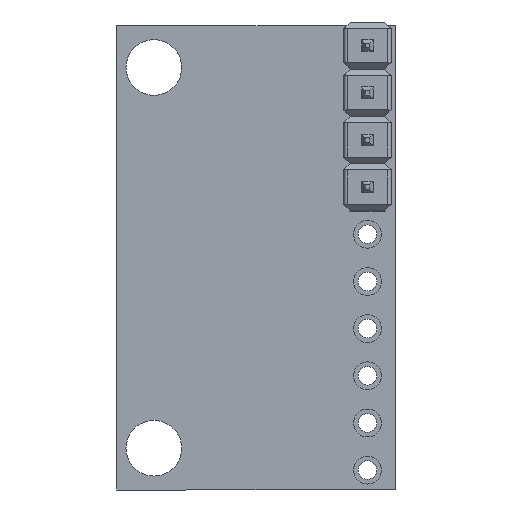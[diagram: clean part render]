
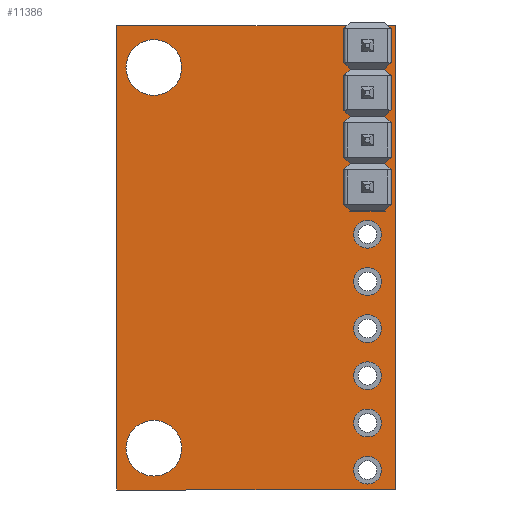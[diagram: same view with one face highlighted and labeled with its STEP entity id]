
A CAD part, front view. The second image highlights one B-rep face of the part: STEP entity #11386.
In plain terms, the highlighted planar face has unit normal (0, -1, 0).
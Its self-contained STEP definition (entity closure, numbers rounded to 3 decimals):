
#651=FACE_BOUND('',#1790,.T.);
#652=FACE_BOUND('',#1791,.T.);
#653=FACE_BOUND('',#1792,.T.);
#654=FACE_BOUND('',#1793,.T.);
#655=FACE_BOUND('',#1794,.T.);
#656=FACE_BOUND('',#1795,.T.);
#657=FACE_BOUND('',#1796,.T.);
#658=FACE_BOUND('',#1797,.T.);
#659=FACE_BOUND('',#1798,.T.);
#660=FACE_BOUND('',#1799,.T.);
#661=FACE_BOUND('',#1800,.T.);
#662=FACE_BOUND('',#1801,.T.);
#701=PLANE('',#12121);
#1182=FACE_OUTER_BOUND('',#1789,.T.);
#1789=EDGE_LOOP('',(#8082,#8083,#8084,#8085));
#1790=EDGE_LOOP('',(#8086));
#1791=EDGE_LOOP('',(#8087));
#1792=EDGE_LOOP('',(#8088));
#1793=EDGE_LOOP('',(#8089));
#1794=EDGE_LOOP('',(#8090));
#1795=EDGE_LOOP('',(#8091));
#1796=EDGE_LOOP('',(#8092));
#1797=EDGE_LOOP('',(#8093));
#1798=EDGE_LOOP('',(#8094));
#1799=EDGE_LOOP('',(#8095));
#1800=EDGE_LOOP('',(#8096));
#1801=EDGE_LOOP('',(#8097));
#2438=LINE('',#15875,#3784);
#2442=LINE('',#15883,#3788);
#2445=LINE('',#15889,#3791);
#2448=LINE('',#15894,#3794);
#3784=VECTOR('',#12960,10.);
#3788=VECTOR('',#12966,10.);
#3791=VECTOR('',#12971,10.);
#3794=VECTOR('',#12976,10.);
#5118=CIRCLE('',#12082,1.5);
#5120=CIRCLE('',#12085,1.5);
#5122=CIRCLE('',#12088,0.5);
#5124=CIRCLE('',#12091,0.5);
#5126=CIRCLE('',#12094,0.5);
#5128=CIRCLE('',#12097,0.5);
#5130=CIRCLE('',#12100,0.5);
#5132=CIRCLE('',#12103,0.5);
#5134=CIRCLE('',#12106,0.5);
#5136=CIRCLE('',#12109,0.5);
#5138=CIRCLE('',#12112,0.5);
#5140=CIRCLE('',#12115,0.5);
#5280=VERTEX_POINT('',#15801);
#5282=VERTEX_POINT('',#15807);
#5284=VERTEX_POINT('',#15813);
#5286=VERTEX_POINT('',#15819);
#5288=VERTEX_POINT('',#15825);
#5290=VERTEX_POINT('',#15831);
#5292=VERTEX_POINT('',#15837);
#5294=VERTEX_POINT('',#15843);
#5296=VERTEX_POINT('',#15849);
#5298=VERTEX_POINT('',#15855);
#5300=VERTEX_POINT('',#15861);
#5302=VERTEX_POINT('',#15867);
#5304=VERTEX_POINT('',#15873);
#5305=VERTEX_POINT('',#15874);
#5308=VERTEX_POINT('',#15882);
#5310=VERTEX_POINT('',#15888);
#6362=EDGE_CURVE('',#5280,#5280,#5118,.T.);
#6365=EDGE_CURVE('',#5282,#5282,#5120,.T.);
#6368=EDGE_CURVE('',#5284,#5284,#5122,.T.);
#6371=EDGE_CURVE('',#5286,#5286,#5124,.T.);
#6374=EDGE_CURVE('',#5288,#5288,#5126,.T.);
#6377=EDGE_CURVE('',#5290,#5290,#5128,.T.);
#6380=EDGE_CURVE('',#5292,#5292,#5130,.T.);
#6383=EDGE_CURVE('',#5294,#5294,#5132,.T.);
#6386=EDGE_CURVE('',#5296,#5296,#5134,.T.);
#6389=EDGE_CURVE('',#5298,#5298,#5136,.T.);
#6392=EDGE_CURVE('',#5300,#5300,#5138,.T.);
#6395=EDGE_CURVE('',#5302,#5302,#5140,.T.);
#6398=EDGE_CURVE('',#5304,#5305,#2438,.T.);
#6402=EDGE_CURVE('',#5305,#5308,#2442,.T.);
#6405=EDGE_CURVE('',#5308,#5310,#2445,.T.);
#6408=EDGE_CURVE('',#5310,#5304,#2448,.T.);
#8082=ORIENTED_EDGE('',*,*,#6408,.T.);
#8083=ORIENTED_EDGE('',*,*,#6398,.T.);
#8084=ORIENTED_EDGE('',*,*,#6402,.T.);
#8085=ORIENTED_EDGE('',*,*,#6405,.T.);
#8086=ORIENTED_EDGE('',*,*,#6362,.T.);
#8087=ORIENTED_EDGE('',*,*,#6365,.T.);
#8088=ORIENTED_EDGE('',*,*,#6368,.T.);
#8089=ORIENTED_EDGE('',*,*,#6371,.T.);
#8090=ORIENTED_EDGE('',*,*,#6374,.T.);
#8091=ORIENTED_EDGE('',*,*,#6377,.T.);
#8092=ORIENTED_EDGE('',*,*,#6380,.T.);
#8093=ORIENTED_EDGE('',*,*,#6383,.T.);
#8094=ORIENTED_EDGE('',*,*,#6386,.T.);
#8095=ORIENTED_EDGE('',*,*,#6389,.T.);
#8096=ORIENTED_EDGE('',*,*,#6392,.T.);
#8097=ORIENTED_EDGE('',*,*,#6395,.T.);
#11386=ADVANCED_FACE('',(#1182,#651,#652,#653,#654,#655,#656,#657,#658,
#659,#660,#661,#662),#701,.F.);
#12082=AXIS2_PLACEMENT_3D('',#15802,#12876,#12877);
#12085=AXIS2_PLACEMENT_3D('',#15808,#12883,#12884);
#12088=AXIS2_PLACEMENT_3D('',#15814,#12890,#12891);
#12091=AXIS2_PLACEMENT_3D('',#15820,#12897,#12898);
#12094=AXIS2_PLACEMENT_3D('',#15826,#12904,#12905);
#12097=AXIS2_PLACEMENT_3D('',#15832,#12911,#12912);
#12100=AXIS2_PLACEMENT_3D('',#15838,#12918,#12919);
#12103=AXIS2_PLACEMENT_3D('',#15844,#12925,#12926);
#12106=AXIS2_PLACEMENT_3D('',#15850,#12932,#12933);
#12109=AXIS2_PLACEMENT_3D('',#15856,#12939,#12940);
#12112=AXIS2_PLACEMENT_3D('',#15862,#12946,#12947);
#12115=AXIS2_PLACEMENT_3D('',#15868,#12953,#12954);
#12121=AXIS2_PLACEMENT_3D('',#15896,#12978,#12979);
#12876=DIRECTION('center_axis',(0.,1.,0.));
#12877=DIRECTION('ref_axis',(1.,0.,0.));
#12883=DIRECTION('center_axis',(0.,1.,0.));
#12884=DIRECTION('ref_axis',(1.,0.,0.));
#12890=DIRECTION('center_axis',(0.,1.,0.));
#12891=DIRECTION('ref_axis',(1.,0.,0.));
#12897=DIRECTION('center_axis',(0.,1.,0.));
#12898=DIRECTION('ref_axis',(1.,0.,0.));
#12904=DIRECTION('center_axis',(0.,1.,0.));
#12905=DIRECTION('ref_axis',(1.,0.,0.));
#12911=DIRECTION('center_axis',(0.,1.,0.));
#12912=DIRECTION('ref_axis',(1.,0.,0.));
#12918=DIRECTION('center_axis',(0.,1.,0.));
#12919=DIRECTION('ref_axis',(1.,0.,0.));
#12925=DIRECTION('center_axis',(0.,1.,0.));
#12926=DIRECTION('ref_axis',(1.,0.,0.));
#12932=DIRECTION('center_axis',(0.,1.,0.));
#12933=DIRECTION('ref_axis',(1.,0.,0.));
#12939=DIRECTION('center_axis',(0.,1.,0.));
#12940=DIRECTION('ref_axis',(1.,0.,0.));
#12946=DIRECTION('center_axis',(0.,1.,0.));
#12947=DIRECTION('ref_axis',(1.,0.,0.));
#12953=DIRECTION('center_axis',(0.,1.,0.));
#12954=DIRECTION('ref_axis',(1.,0.,0.));
#12960=DIRECTION('',(0.,0.,1.));
#12966=DIRECTION('',(-1.,0.,0.));
#12971=DIRECTION('',(0.,0.,-1.));
#12976=DIRECTION('',(1.,0.,0.));
#12978=DIRECTION('center_axis',(0.,1.,0.));
#12979=DIRECTION('ref_axis',(0.,0.,1.));
#15801=CARTESIAN_POINT('',(-7.,0.,-10.25));
#15802=CARTESIAN_POINT('Origin',(-5.5,0.,-10.25));
#15807=CARTESIAN_POINT('',(-7.,0.,10.25));
#15808=CARTESIAN_POINT('Origin',(-5.5,0.,10.25));
#15813=CARTESIAN_POINT('',(5.5,0.,-11.43));
#15814=CARTESIAN_POINT('Origin',(6.,0.,-11.43));
#15819=CARTESIAN_POINT('',(5.5,0.,-8.89));
#15820=CARTESIAN_POINT('Origin',(6.,0.,-8.89));
#15825=CARTESIAN_POINT('',(5.5,0.,-6.35));
#15826=CARTESIAN_POINT('Origin',(6.,0.,-6.35));
#15831=CARTESIAN_POINT('',(5.5,0.,-3.81));
#15832=CARTESIAN_POINT('Origin',(6.,0.,-3.81));
#15837=CARTESIAN_POINT('',(5.5,0.,-1.27));
#15838=CARTESIAN_POINT('Origin',(6.,0.,-1.27));
#15843=CARTESIAN_POINT('',(5.5,0.,1.27));
#15844=CARTESIAN_POINT('Origin',(6.,0.,1.27));
#15849=CARTESIAN_POINT('',(5.5,0.,3.81));
#15850=CARTESIAN_POINT('Origin',(6.,0.,3.81));
#15855=CARTESIAN_POINT('',(5.5,0.,6.35));
#15856=CARTESIAN_POINT('Origin',(6.,0.,6.35));
#15861=CARTESIAN_POINT('',(5.5,0.,8.89));
#15862=CARTESIAN_POINT('Origin',(6.,0.,8.89));
#15867=CARTESIAN_POINT('',(5.5,0.,11.43));
#15868=CARTESIAN_POINT('Origin',(6.,0.,11.43));
#15873=CARTESIAN_POINT('',(7.5,0.,-12.5));
#15874=CARTESIAN_POINT('',(7.5,0.,12.5));
#15875=CARTESIAN_POINT('',(7.5,0.,-12.5));
#15882=CARTESIAN_POINT('',(-7.5,0.,12.5));
#15883=CARTESIAN_POINT('',(7.5,0.,12.5));
#15888=CARTESIAN_POINT('',(-7.5,0.,-12.5));
#15889=CARTESIAN_POINT('',(-7.5,0.,12.5));
#15894=CARTESIAN_POINT('',(-7.5,0.,-12.5));
#15896=CARTESIAN_POINT('Origin',(0.,0.,0.));
